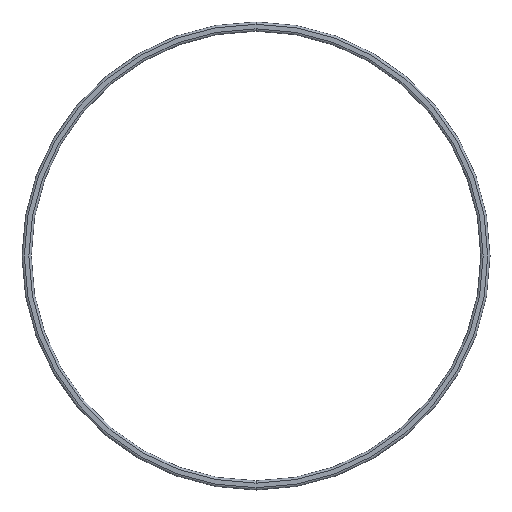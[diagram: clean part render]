
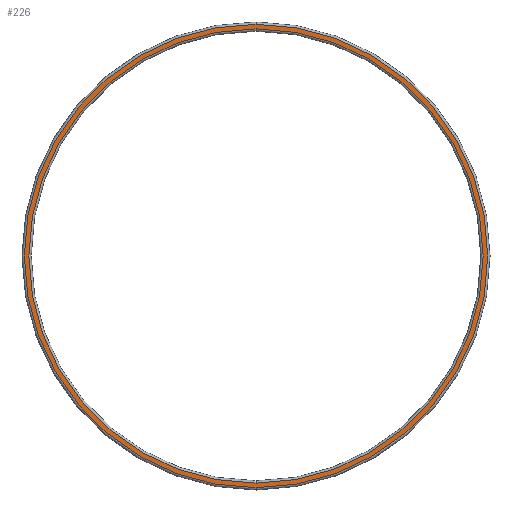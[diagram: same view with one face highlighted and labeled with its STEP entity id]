
A CAD part, front view. The second image highlights one B-rep face of the part: STEP entity #226.
In plain terms, the highlighted planar face has unit normal (0, -1, 0).
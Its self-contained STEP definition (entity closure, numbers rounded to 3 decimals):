
#17 = PLANE ( 'NONE',  #72 ) ;
#18 = CARTESIAN_POINT ( 'NONE',  ( 0., -0.5, 0. ) ) ;
#20 = CIRCLE ( 'NONE', #240, 25.15 ) ;
#27 = FACE_OUTER_BOUND ( 'NONE', #272, .T. ) ;
#30 = EDGE_LOOP ( 'NONE', ( #405, #73 ) ) ;
#39 = DIRECTION ( 'NONE',  ( 0., 1., 0. ) ) ;
#40 = EDGE_CURVE ( 'NONE', #435, #252, #283, .T. ) ;
#48 = CARTESIAN_POINT ( 'NONE',  ( 24.4, -0.5, 0. ) ) ;
#72 = AXIS2_PLACEMENT_3D ( 'NONE', #48, #277, #416 ) ;
#73 = ORIENTED_EDGE ( 'NONE', *, *, #157, .T. ) ;
#83 = CARTESIAN_POINT ( 'NONE',  ( 0., -0.5, 25.15 ) ) ;
#88 = DIRECTION ( 'NONE',  ( 0., 0., 1. ) ) ;
#97 = CARTESIAN_POINT ( 'NONE',  ( 0., -0.5, -25.15 ) ) ;
#127 = DIRECTION ( 'NONE',  ( 0., 1., 0. ) ) ;
#138 = CARTESIAN_POINT ( 'NONE',  ( 0., -0.5, 0. ) ) ;
#149 = CARTESIAN_POINT ( 'NONE',  ( 0., -0.5, 0. ) ) ;
#156 = AXIS2_PLACEMENT_3D ( 'NONE', #149, #39, #382 ) ;
#157 = EDGE_CURVE ( 'NONE', #430, #378, #330, .T. ) ;
#159 = DIRECTION ( 'NONE',  ( 0., 0., 1. ) ) ;
#168 = CARTESIAN_POINT ( 'NONE',  ( 0., -0.5, 24.65 ) ) ;
#172 = DIRECTION ( 'NONE',  ( 0., -1., 0. ) ) ;
#179 = ORIENTED_EDGE ( 'NONE', *, *, #40, .T. ) ;
#223 = AXIS2_PLACEMENT_3D ( 'NONE', #269, #127, #88 ) ;
#226 = ADVANCED_FACE ( 'NONE', ( #343, #27 ), #17, .F. ) ;
#233 = EDGE_CURVE ( 'NONE', #252, #435, #20, .T. ) ;
#238 = CARTESIAN_POINT ( 'NONE',  ( 0., -0.5, -24.65 ) ) ;
#240 = AXIS2_PLACEMENT_3D ( 'NONE', #18, #388, #159 ) ;
#248 = DIRECTION ( 'NONE',  ( 0., 0., 1. ) ) ;
#252 = VERTEX_POINT ( 'NONE', #83 ) ;
#269 = CARTESIAN_POINT ( 'NONE',  ( 0., -0.5, 0. ) ) ;
#271 = EDGE_CURVE ( 'NONE', #378, #430, #329, .T. ) ;
#272 = EDGE_LOOP ( 'NONE', ( #369, #179 ) ) ;
#277 = DIRECTION ( 'NONE',  ( 0., 1., 0. ) ) ;
#283 = CIRCLE ( 'NONE', #404, 25.15 ) ;
#329 = CIRCLE ( 'NONE', #223, 24.65 ) ;
#330 = CIRCLE ( 'NONE', #156, 24.65 ) ;
#343 = FACE_BOUND ( 'NONE', #30, .T. ) ;
#369 = ORIENTED_EDGE ( 'NONE', *, *, #233, .T. ) ;
#378 = VERTEX_POINT ( 'NONE', #168 ) ;
#382 = DIRECTION ( 'NONE',  ( 0., 0., 1. ) ) ;
#388 = DIRECTION ( 'NONE',  ( 0., -1., 0. ) ) ;
#404 = AXIS2_PLACEMENT_3D ( 'NONE', #138, #172, #248 ) ;
#405 = ORIENTED_EDGE ( 'NONE', *, *, #271, .T. ) ;
#416 = DIRECTION ( 'NONE',  ( 0., 0., 1. ) ) ;
#430 = VERTEX_POINT ( 'NONE', #238 ) ;
#435 = VERTEX_POINT ( 'NONE', #97 ) ;
